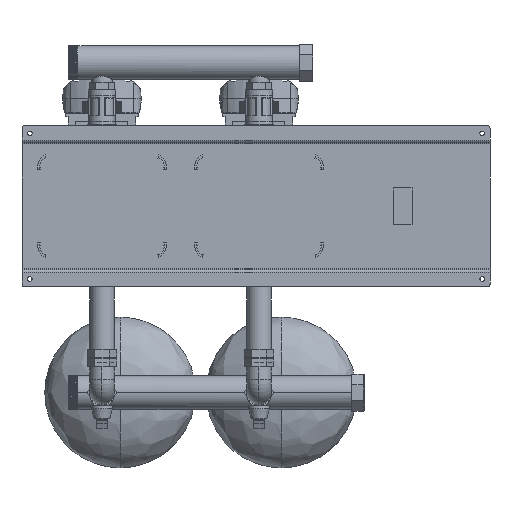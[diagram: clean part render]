
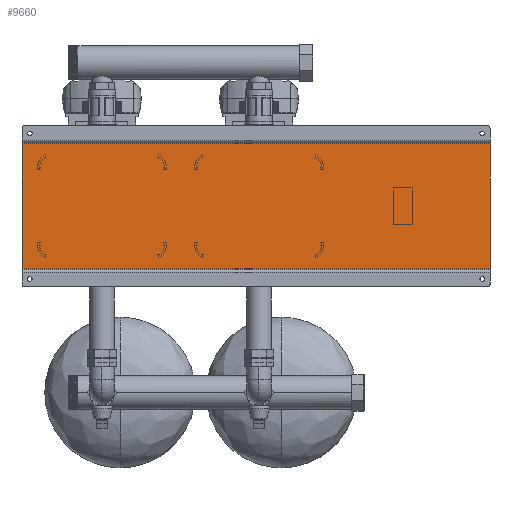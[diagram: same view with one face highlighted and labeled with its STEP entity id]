
A CAD part, front view. The second image highlights one B-rep face of the part: STEP entity #9660.
In plain terms, the highlighted planar face has unit normal (0, -1, 0).
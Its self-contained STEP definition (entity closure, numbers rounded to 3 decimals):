
#795 = EDGE_LOOP ( 'NONE', ( #131733, #11619, #128839, #32927 ) ) ;
#4466 = DIRECTION ( 'NONE',  ( 0., 0., -1. ) ) ;
#7328 = FACE_OUTER_BOUND ( 'NONE', #795, .T. ) ;
#8641 = CARTESIAN_POINT ( 'NONE',  ( 450., 51., 120. ) ) ;
#9660 = ADVANCED_FACE ( 'NONE', ( #7328 ), #101526, .F. ) ;
#11306 = EDGE_CURVE ( 'NONE', #21792, #52204, #115109, .T. ) ;
#11619 = ORIENTED_EDGE ( 'NONE', *, *, #36975, .F. ) ;
#14459 = DIRECTION ( 'NONE',  ( -1., 0., 0. ) ) ;
#17582 = CARTESIAN_POINT ( 'NONE',  ( 450., 51., 120. ) ) ;
#21792 = VERTEX_POINT ( 'NONE', #149424 ) ;
#25518 = VERTEX_POINT ( 'NONE', #92181 ) ;
#32927 = ORIENTED_EDGE ( 'NONE', *, *, #11306, .T. ) ;
#36975 = EDGE_CURVE ( 'NONE', #54596, #25518, #107487, .T. ) ;
#42140 = VECTOR ( 'NONE', #4466, 1000. ) ;
#51748 = DIRECTION ( 'NONE',  ( 0., 0., 1. ) ) ;
#52204 = VERTEX_POINT ( 'NONE', #164443 ) ;
#52359 = VECTOR ( 'NONE', #133213, 1000. ) ;
#54596 = VERTEX_POINT ( 'NONE', #124863 ) ;
#55401 = LINE ( 'NONE', #108648, #52359 ) ;
#57955 = VECTOR ( 'NONE', #14459, 1000. ) ;
#66577 = CARTESIAN_POINT ( 'NONE',  ( 450., 51., -120. ) ) ;
#67367 = CARTESIAN_POINT ( 'NONE',  ( 450., 51., -120. ) ) ;
#69118 = DIRECTION ( 'NONE',  ( -1., 0., 0. ) ) ;
#92181 = CARTESIAN_POINT ( 'NONE',  ( -450., 51., -120. ) ) ;
#96638 = EDGE_CURVE ( 'NONE', #21792, #54596, #137150, .T. ) ;
#101526 = PLANE ( 'NONE',  #160696 ) ;
#107487 = LINE ( 'NONE', #67367, #171409 ) ;
#108648 = CARTESIAN_POINT ( 'NONE',  ( -450., 51., -120. ) ) ;
#115109 = LINE ( 'NONE', #8641, #57955 ) ;
#118083 = DIRECTION ( 'NONE',  ( 0., 1., 0. ) ) ;
#124863 = CARTESIAN_POINT ( 'NONE',  ( 450., 51., -120. ) ) ;
#128839 = ORIENTED_EDGE ( 'NONE', *, *, #96638, .F. ) ;
#131733 = ORIENTED_EDGE ( 'NONE', *, *, #135567, .T. ) ;
#133213 = DIRECTION ( 'NONE',  ( 0., 0., -1. ) ) ;
#135567 = EDGE_CURVE ( 'NONE', #52204, #25518, #55401, .T. ) ;
#137150 = LINE ( 'NONE', #17582, #42140 ) ;
#149424 = CARTESIAN_POINT ( 'NONE',  ( 450., 51., 120. ) ) ;
#160696 = AXIS2_PLACEMENT_3D ( 'NONE', #66577, #118083, #51748 ) ;
#164443 = CARTESIAN_POINT ( 'NONE',  ( -450., 51., 120. ) ) ;
#171409 = VECTOR ( 'NONE', #69118, 1000. ) ;
